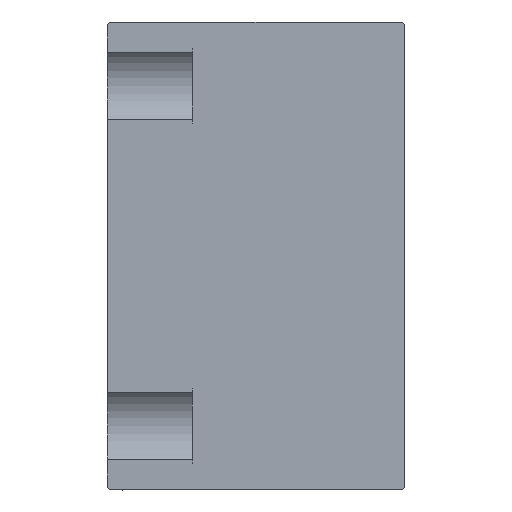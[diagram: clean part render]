
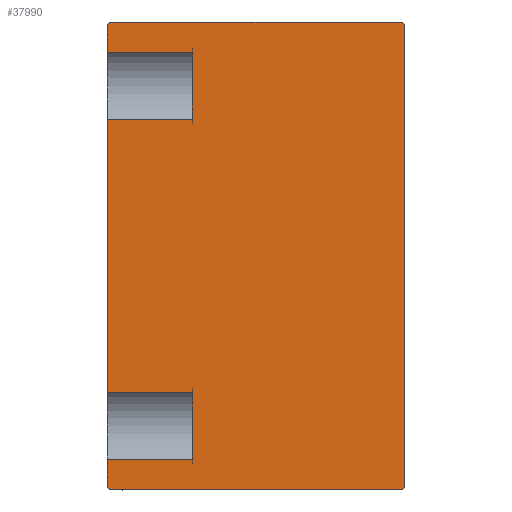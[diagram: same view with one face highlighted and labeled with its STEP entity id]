
A CAD part, left-side view. The second image highlights one B-rep face of the part: STEP entity #37990.
In plain terms, the highlighted face is planar.
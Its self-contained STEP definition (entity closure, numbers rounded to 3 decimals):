
#25 = CARTESIAN_POINT ( 'NONE',  ( 56., -17.5, -27.5 ) ) ;
#102 = EDGE_CURVE ( 'NONE', #12513, #40784, #26622, .T. ) ;
#440 = LINE ( 'NONE', #25, #2358 ) ;
#449 = DIRECTION ( 'NONE',  ( 0., 0., 1. ) ) ;
#477 = EDGE_CURVE ( 'NONE', #23669, #10715, #13950, .T. ) ;
#493 = CARTESIAN_POINT ( 'NONE',  ( 56., -17.5, -16.087 ) ) ;
#1017 = VERTEX_POINT ( 'NONE', #42252 ) ;
#1238 = LINE ( 'NONE', #41942, #28787 ) ;
#2202 = CARTESIAN_POINT ( 'NONE',  ( 56., -22.35, 22.35 ) ) ;
#2358 = VECTOR ( 'NONE', #33674, 1000. ) ;
#3006 = CARTESIAN_POINT ( 'NONE',  ( 56., -17.2, 27.5 ) ) ;
#3041 = CARTESIAN_POINT ( 'NONE',  ( 56., 17.2, -27.5 ) ) ;
#3169 = VECTOR ( 'NONE', #18051, 1000. ) ;
#3260 = ORIENTED_EDGE ( 'NONE', *, *, #17860, .F. ) ;
#3654 = VERTEX_POINT ( 'NONE', #4166 ) ;
#3761 = VECTOR ( 'NONE', #11115, 1000. ) ;
#4166 = CARTESIAN_POINT ( 'NONE',  ( 56., 17.2, 27.5 ) ) ;
#4473 = VERTEX_POINT ( 'NONE', #8621 ) ;
#4994 = ORIENTED_EDGE ( 'NONE', *, *, #10749, .T. ) ;
#5163 = ORIENTED_EDGE ( 'NONE', *, *, #14798, .T. ) ;
#5535 = FACE_OUTER_BOUND ( 'NONE', #41494, .T. ) ;
#6603 = CARTESIAN_POINT ( 'NONE',  ( 56., -17.5, 27.5 ) ) ;
#7485 = CARTESIAN_POINT ( 'NONE',  ( 56., -17.5, 16.087 ) ) ;
#7748 = DIRECTION ( 'NONE',  ( 0., 1., 0. ) ) ;
#7819 = ORIENTED_EDGE ( 'NONE', *, *, #11539, .T. ) ;
#8171 = LINE ( 'NONE', #21591, #17310 ) ;
#8410 = CARTESIAN_POINT ( 'NONE',  ( 56., -7.5, 0. ) ) ;
#8621 = CARTESIAN_POINT ( 'NONE',  ( 56., -7.5, -16.087 ) ) ;
#8629 = ORIENTED_EDGE ( 'NONE', *, *, #477, .T. ) ;
#9390 = DIRECTION ( 'NONE',  ( 0., -0.707, 0.707 ) ) ;
#9444 = VECTOR ( 'NONE', #21261, 1000. ) ;
#9798 = VERTEX_POINT ( 'NONE', #16693 ) ;
#9841 = ORIENTED_EDGE ( 'NONE', *, *, #36172, .F. ) ;
#10250 = CARTESIAN_POINT ( 'NONE',  ( 56., 17.5, 27.5 ) ) ;
#10715 = VERTEX_POINT ( 'NONE', #38867 ) ;
#10749 = EDGE_CURVE ( 'NONE', #3654, #11783, #43493, .T. ) ;
#10919 = DIRECTION ( 'NONE',  ( 0., 0.707, 0.707 ) ) ;
#11115 = DIRECTION ( 'NONE',  ( 0., 1., 0. ) ) ;
#11184 = VECTOR ( 'NONE', #9390, 1000. ) ;
#11539 = EDGE_CURVE ( 'NONE', #1017, #17026, #23571, .T. ) ;
#11560 = VECTOR ( 'NONE', #35665, 1000. ) ;
#11783 = VERTEX_POINT ( 'NONE', #3006 ) ;
#11792 = LINE ( 'NONE', #41733, #9444 ) ;
#12513 = VERTEX_POINT ( 'NONE', #7485 ) ;
#13092 = CARTESIAN_POINT ( 'NONE',  ( 56., -22.35, -22.35 ) ) ;
#13203 = DIRECTION ( 'NONE',  ( 0., 0., -1. ) ) ;
#13316 = LINE ( 'NONE', #15948, #20622 ) ;
#13843 = ORIENTED_EDGE ( 'NONE', *, *, #32028, .T. ) ;
#13950 = LINE ( 'NONE', #13092, #23217 ) ;
#14426 = EDGE_CURVE ( 'NONE', #33339, #19177, #27637, .T. ) ;
#14601 = EDGE_CURVE ( 'NONE', #4473, #40784, #13316, .T. ) ;
#14690 = ORIENTED_EDGE ( 'NONE', *, *, #19641, .T. ) ;
#14798 = EDGE_CURVE ( 'NONE', #39781, #9798, #38557, .T. ) ;
#15013 = DIRECTION ( 'NONE',  ( 1., 0., 0. ) ) ;
#15585 = CARTESIAN_POINT ( 'NONE',  ( 56., -17.5, 27.5 ) ) ;
#15676 = VECTOR ( 'NONE', #42306, 1000. ) ;
#15873 = EDGE_CURVE ( 'NONE', #33921, #20428, #35659, .T. ) ;
#15882 = CARTESIAN_POINT ( 'NONE',  ( 56., 0., 0. ) ) ;
#15948 = CARTESIAN_POINT ( 'NONE',  ( 56., -7.5, -16.087 ) ) ;
#16330 = EDGE_CURVE ( 'NONE', #4473, #19177, #11792, .T. ) ;
#16667 = AXIS2_PLACEMENT_3D ( 'NONE', #15882, #15013, #35691 ) ;
#16693 = CARTESIAN_POINT ( 'NONE',  ( 56., -7.5, 16.087 ) ) ;
#16732 = ORIENTED_EDGE ( 'NONE', *, *, #40188, .T. ) ;
#17026 = VERTEX_POINT ( 'NONE', #26687 ) ;
#17310 = VECTOR ( 'NONE', #7748, 1000. ) ;
#17691 = VECTOR ( 'NONE', #29406, 1000. ) ;
#17860 = EDGE_CURVE ( 'NONE', #39781, #20428, #19608, .T. ) ;
#18051 = DIRECTION ( 'NONE',  ( 0., 0., -1. ) ) ;
#19177 = VERTEX_POINT ( 'NONE', #32853 ) ;
#19608 = LINE ( 'NONE', #33030, #11560 ) ;
#19641 = EDGE_CURVE ( 'NONE', #10715, #26012, #440, .T. ) ;
#20428 = VERTEX_POINT ( 'NONE', #40089 ) ;
#20622 = VECTOR ( 'NONE', #26074, 1000. ) ;
#21261 = DIRECTION ( 'NONE',  ( 0., 0., -1. ) ) ;
#21591 = CARTESIAN_POINT ( 'NONE',  ( 56., -7.5, 16.087 ) ) ;
#22983 = EDGE_CURVE ( 'NONE', #33339, #23669, #34565, .T. ) ;
#23217 = VECTOR ( 'NONE', #40800, 1000. ) ;
#23571 = LINE ( 'NONE', #33466, #30412 ) ;
#23669 = VERTEX_POINT ( 'NONE', #39917 ) ;
#23700 = ORIENTED_EDGE ( 'NONE', *, *, #22983, .T. ) ;
#25184 = CARTESIAN_POINT ( 'NONE',  ( 56., -17.5, -23.913 ) ) ;
#25300 = CARTESIAN_POINT ( 'NONE',  ( 56., -17.5, 27.2 ) ) ;
#25529 = DIRECTION ( 'NONE',  ( 0., -0.707, -0.707 ) ) ;
#26012 = VERTEX_POINT ( 'NONE', #3041 ) ;
#26074 = DIRECTION ( 'NONE',  ( 0., -1., 0. ) ) ;
#26622 = LINE ( 'NONE', #6603, #40101 ) ;
#26687 = CARTESIAN_POINT ( 'NONE',  ( 56., 17.5, 27.2 ) ) ;
#27637 = LINE ( 'NONE', #41498, #3761 ) ;
#28180 = LINE ( 'NONE', #2202, #31568 ) ;
#28303 = ORIENTED_EDGE ( 'NONE', *, *, #14426, .F. ) ;
#28518 = ORIENTED_EDGE ( 'NONE', *, *, #40006, .T. ) ;
#28577 = ORIENTED_EDGE ( 'NONE', *, *, #16330, .T. ) ;
#28787 = VECTOR ( 'NONE', #10919, 1000. ) ;
#29406 = DIRECTION ( 'NONE',  ( 0., -1., 0. ) ) ;
#30412 = VECTOR ( 'NONE', #449, 1000. ) ;
#31498 = ORIENTED_EDGE ( 'NONE', *, *, #15873, .T. ) ;
#31568 = VECTOR ( 'NONE', #25529, 1000. ) ;
#32028 = EDGE_CURVE ( 'NONE', #17026, #3654, #36248, .T. ) ;
#32853 = CARTESIAN_POINT ( 'NONE',  ( 56., -7.5, -23.913 ) ) ;
#33030 = CARTESIAN_POINT ( 'NONE',  ( 56., -7.5, 23.913 ) ) ;
#33339 = VERTEX_POINT ( 'NONE', #25184 ) ;
#33466 = CARTESIAN_POINT ( 'NONE',  ( 56., 17.5, -27.5 ) ) ;
#33674 = DIRECTION ( 'NONE',  ( 0., 1., 0. ) ) ;
#33921 = VERTEX_POINT ( 'NONE', #25300 ) ;
#34565 = LINE ( 'NONE', #15585, #3169 ) ;
#35217 = CARTESIAN_POINT ( 'NONE',  ( 56., -17.5, 27.5 ) ) ;
#35659 = LINE ( 'NONE', #35217, #37533 ) ;
#35665 = DIRECTION ( 'NONE',  ( 0., -1., 0. ) ) ;
#35691 = DIRECTION ( 'NONE',  ( 0., 0., -1. ) ) ;
#36172 = EDGE_CURVE ( 'NONE', #12513, #9798, #8171, .T. ) ;
#36248 = LINE ( 'NONE', #42846, #11184 ) ;
#36259 = ORIENTED_EDGE ( 'NONE', *, *, #102, .T. ) ;
#37455 = CARTESIAN_POINT ( 'NONE',  ( 56., -7.5, 23.913 ) ) ;
#37533 = VECTOR ( 'NONE', #41611, 1000. ) ;
#37990 = ADVANCED_FACE ( 'NONE', ( #5535 ), #38331, .T. ) ;
#38331 = PLANE ( 'NONE',  #16667 ) ;
#38557 = LINE ( 'NONE', #8410, #15676 ) ;
#38867 = CARTESIAN_POINT ( 'NONE',  ( 56., -17.2, -27.5 ) ) ;
#39781 = VERTEX_POINT ( 'NONE', #37455 ) ;
#39917 = CARTESIAN_POINT ( 'NONE',  ( 56., -17.5, -27.2 ) ) ;
#40006 = EDGE_CURVE ( 'NONE', #11783, #33921, #28180, .T. ) ;
#40089 = CARTESIAN_POINT ( 'NONE',  ( 56., -17.5, 23.913 ) ) ;
#40101 = VECTOR ( 'NONE', #13203, 1000. ) ;
#40188 = EDGE_CURVE ( 'NONE', #26012, #1017, #1238, .T. ) ;
#40433 = ORIENTED_EDGE ( 'NONE', *, *, #14601, .F. ) ;
#40784 = VERTEX_POINT ( 'NONE', #493 ) ;
#40800 = DIRECTION ( 'NONE',  ( 0., 0.707, -0.707 ) ) ;
#41494 = EDGE_LOOP ( 'NONE', ( #14690, #16732, #7819, #13843, #4994, #28518, #31498, #3260, #5163, #9841, #36259, #40433, #28577, #28303, #23700, #8629 ) ) ;
#41498 = CARTESIAN_POINT ( 'NONE',  ( 56., -7.5, -23.913 ) ) ;
#41611 = DIRECTION ( 'NONE',  ( 0., 0., -1. ) ) ;
#41733 = CARTESIAN_POINT ( 'NONE',  ( 56., -7.5, 0. ) ) ;
#41942 = CARTESIAN_POINT ( 'NONE',  ( 56., 22.35, -22.35 ) ) ;
#42252 = CARTESIAN_POINT ( 'NONE',  ( 56., 17.5, -27.2 ) ) ;
#42306 = DIRECTION ( 'NONE',  ( 0., 0., -1. ) ) ;
#42846 = CARTESIAN_POINT ( 'NONE',  ( 56., 22.35, 22.35 ) ) ;
#43493 = LINE ( 'NONE', #10250, #17691 ) ;
